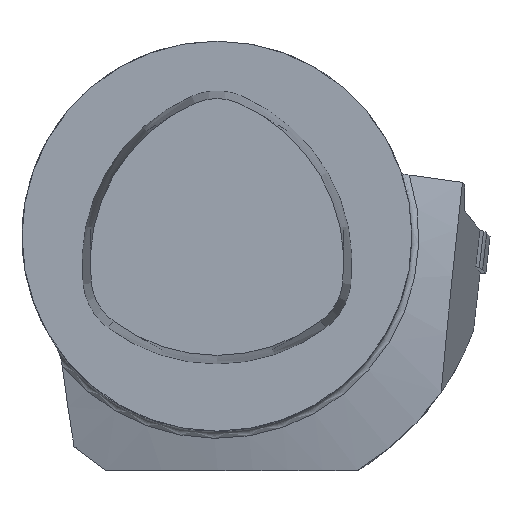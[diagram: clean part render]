
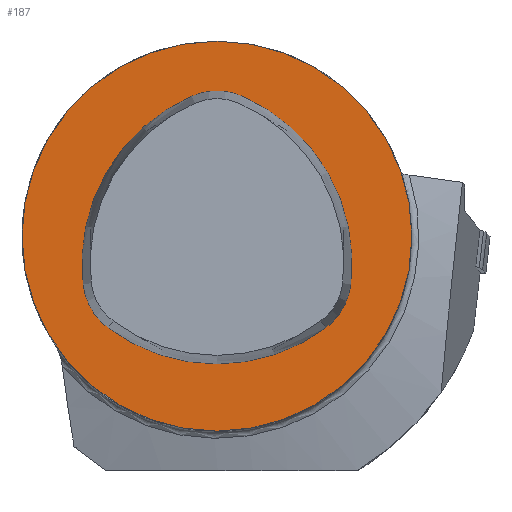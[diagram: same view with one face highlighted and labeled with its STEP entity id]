
A CAD part, top view. The second image highlights one B-rep face of the part: STEP entity #187.
In plain terms, the highlighted planar face has unit normal (0, 0, 1).
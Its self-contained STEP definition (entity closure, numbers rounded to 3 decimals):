
#112=FACE_BOUND('',#349,.T.);
#113=FACE_BOUND('',#350,.T.);
#153=CIRCLE('',#1237,25.);
#154=CIRCLE('',#1243,23.36);
#155=CIRCLE('',#1244,8.12);
#156=CIRCLE('',#1245,23.36);
#157=CIRCLE('',#1246,8.12);
#158=CIRCLE('',#1247,23.36);
#159=CIRCLE('',#1248,8.12);
#187=ADVANCED_FACE('',(#112,#113),#244,.T.);
#244=PLANE('',#1249);
#349=EDGE_LOOP('',(#488));
#350=EDGE_LOOP('',(#489,#490,#491,#492,#493,#494));
#488=ORIENTED_EDGE('',*,*,#870,.T.);
#489=ORIENTED_EDGE('',*,*,#879,.F.);
#490=ORIENTED_EDGE('',*,*,#880,.F.);
#491=ORIENTED_EDGE('',*,*,#881,.F.);
#492=ORIENTED_EDGE('',*,*,#882,.F.);
#493=ORIENTED_EDGE('',*,*,#883,.F.);
#494=ORIENTED_EDGE('',*,*,#884,.F.);
#762=VERTEX_POINT('',#1796);
#771=VERTEX_POINT('',#1815);
#772=VERTEX_POINT('',#1816);
#773=VERTEX_POINT('',#1818);
#774=VERTEX_POINT('',#1820);
#775=VERTEX_POINT('',#1822);
#776=VERTEX_POINT('',#1824);
#870=EDGE_CURVE('',#762,#762,#153,.T.);
#879=EDGE_CURVE('',#771,#772,#154,.T.);
#880=EDGE_CURVE('',#773,#771,#155,.T.);
#881=EDGE_CURVE('',#774,#773,#156,.T.);
#882=EDGE_CURVE('',#775,#774,#157,.T.);
#883=EDGE_CURVE('',#776,#775,#158,.T.);
#884=EDGE_CURVE('',#772,#776,#159,.T.);
#1237=AXIS2_PLACEMENT_3D('',#1795,#1415,#1416);
#1243=AXIS2_PLACEMENT_3D('',#1814,#1431,#1432);
#1244=AXIS2_PLACEMENT_3D('',#1817,#1433,#1434);
#1245=AXIS2_PLACEMENT_3D('',#1819,#1435,#1436);
#1246=AXIS2_PLACEMENT_3D('',#1821,#1437,#1438);
#1247=AXIS2_PLACEMENT_3D('',#1823,#1439,#1440);
#1248=AXIS2_PLACEMENT_3D('',#1825,#1441,#1442);
#1249=AXIS2_PLACEMENT_3D('',#1826,#1443,#1444);
#1415=DIRECTION('',(0.,0.,1.));
#1416=DIRECTION('',(-1.,0.,0.));
#1431=DIRECTION('',(0.,0.,1.));
#1432=DIRECTION('',(-1.,0.,0.));
#1433=DIRECTION('',(0.,0.,1.));
#1434=DIRECTION('',(-1.,0.,0.));
#1435=DIRECTION('',(0.,0.,1.));
#1436=DIRECTION('',(-1.,0.,0.));
#1437=DIRECTION('',(0.,0.,1.));
#1438=DIRECTION('',(-1.,0.,0.));
#1439=DIRECTION('',(0.,0.,1.));
#1440=DIRECTION('',(-1.,0.,0.));
#1441=DIRECTION('',(0.,0.,1.));
#1442=DIRECTION('',(-1.,0.,0.));
#1443=DIRECTION('',(0.,0.,1.));
#1444=DIRECTION('',(-1.,0.,0.));
#1795=CARTESIAN_POINT('',(0.,0.,0.));
#1796=CARTESIAN_POINT('',(-25.,0.,0.));
#1814=CARTESIAN_POINT('',(-6.045,-3.49,0.));
#1815=CARTESIAN_POINT('',(17.159,-6.188,0.));
#1816=CARTESIAN_POINT('',(3.221,17.954,0.));
#1817=CARTESIAN_POINT('',(9.093,-5.25,0.));
#1818=CARTESIAN_POINT('',(13.938,-11.766,0.));
#1819=CARTESIAN_POINT('',(0.,6.98,0.));
#1820=CARTESIAN_POINT('',(-13.938,-11.766,0.));
#1821=CARTESIAN_POINT('',(-9.093,-5.25,0.));
#1822=CARTESIAN_POINT('',(-17.159,-6.188,0.));
#1823=CARTESIAN_POINT('',(6.045,-3.49,0.));
#1824=CARTESIAN_POINT('',(-3.221,17.954,0.));
#1825=CARTESIAN_POINT('',(0.,10.5,0.));
#1826=CARTESIAN_POINT('',(0.,0.,0.));
